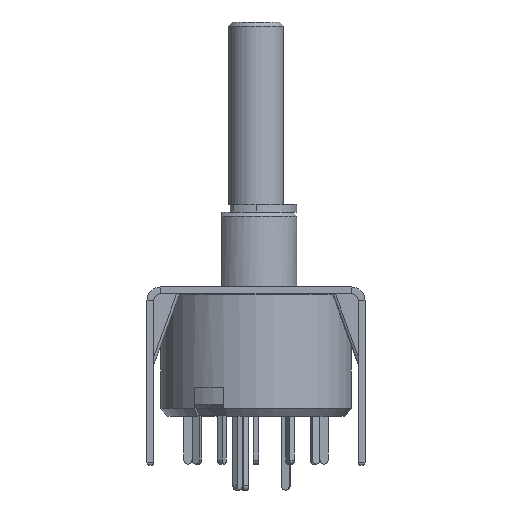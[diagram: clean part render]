
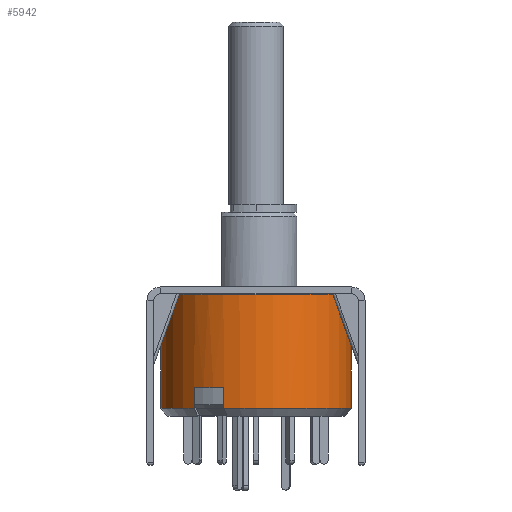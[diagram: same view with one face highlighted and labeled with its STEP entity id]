
A CAD part, front view. The second image highlights one B-rep face of the part: STEP entity #5942.
In plain terms, the highlighted cylindrical face has radius 7 mm (diameter 14 mm), a partial arc.
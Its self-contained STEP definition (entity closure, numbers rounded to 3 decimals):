
#111 = EDGE_CURVE ( 'NONE', #9665, #13989, #6895, .T. ) ;
#217 = CARTESIAN_POINT ( 'NONE',  ( -7., 0., -7.4 ) ) ;
#422 = CARTESIAN_POINT ( 'NONE',  ( -2.361, -6.59, -7.4 ) ) ;
#505 = EDGE_CURVE ( 'NONE', #8592, #2650, #10492, .T. ) ;
#508 = VECTOR ( 'NONE', #10852, 1000. ) ;
#817 = AXIS2_PLACEMENT_3D ( 'NONE', #2779, #12055, #9740 ) ;
#1310 = ORIENTED_EDGE ( 'NONE', *, *, #12894, .F. ) ;
#1607 = LINE ( 'NONE', #2745, #508 ) ;
#1661 = AXIS2_PLACEMENT_3D ( 'NONE', #2817, #5101, #13137 ) ;
#1890 = CARTESIAN_POINT ( 'NONE',  ( -7., 0., 9. ) ) ;
#1942 = ORIENTED_EDGE ( 'NONE', *, *, #111, .T. ) ;
#1946 = EDGE_CURVE ( 'NONE', #5365, #9665, #11708, .T. ) ;
#2169 = CARTESIAN_POINT ( 'NONE',  ( 7., 0., 0.95 ) ) ;
#2197 = DIRECTION ( 'NONE',  ( -1., 0., 0. ) ) ;
#2215 = CIRCLE ( 'NONE', #1661, 7. ) ;
#2553 = ORIENTED_EDGE ( 'NONE', *, *, #14918, .T. ) ;
#2650 = VERTEX_POINT ( 'NONE', #11363 ) ;
#2745 = CARTESIAN_POINT ( 'NONE',  ( -4.526, -5.34, 9. ) ) ;
#2779 = CARTESIAN_POINT ( 'NONE',  ( 0., 0., 9. ) ) ;
#2817 = CARTESIAN_POINT ( 'NONE',  ( 0., 0., -7.4 ) ) ;
#2991 = VERTEX_POINT ( 'NONE', #12873 ) ;
#3703 = VECTOR ( 'NONE', #9371, 1000. ) ;
#3745 = VERTEX_POINT ( 'NONE', #217 ) ;
#3752 = EDGE_LOOP ( 'NONE', ( #12205, #4188, #12706, #1310, #2553, #12714, #1942, #14745 ) ) ;
#4188 = ORIENTED_EDGE ( 'NONE', *, *, #505, .T. ) ;
#5101 = DIRECTION ( 'NONE',  ( 0., 0., -1. ) ) ;
#5112 = CARTESIAN_POINT ( 'NONE',  ( 7., 0., -7.4 ) ) ;
#5115 = DIRECTION ( 'NONE',  ( 0., 0., -1. ) ) ;
#5279 = CARTESIAN_POINT ( 'NONE',  ( -2.361, -6.59, -5.9 ) ) ;
#5365 = VERTEX_POINT ( 'NONE', #8211 ) ;
#5428 = EDGE_CURVE ( 'NONE', #8592, #10693, #5751, .T. ) ;
#5525 = CARTESIAN_POINT ( 'NONE',  ( 0., 0., -7.4 ) ) ;
#5751 = LINE ( 'NONE', #10826, #10759 ) ;
#5942 = ADVANCED_FACE ( 'NONE', ( #12844 ), #6568, .T. ) ;
#5953 = CARTESIAN_POINT ( 'NONE',  ( -2.361, -6.59, 9. ) ) ;
#5960 = AXIS2_PLACEMENT_3D ( 'NONE', #5525, #6672, #10711 ) ;
#6077 = EDGE_CURVE ( 'NONE', #10693, #13989, #8546, .T. ) ;
#6155 = CARTESIAN_POINT ( 'NONE',  ( 0., 0., 0.95 ) ) ;
#6256 = DIRECTION ( 'NONE',  ( 0., 0., -1. ) ) ;
#6568 = CYLINDRICAL_SURFACE ( 'NONE', #817, 7. ) ;
#6672 = DIRECTION ( 'NONE',  ( 0., 0., -1. ) ) ;
#6867 = DIRECTION ( 'NONE',  ( 0., 0., 1. ) ) ;
#6895 = LINE ( 'NONE', #5953, #3703 ) ;
#7203 = VECTOR ( 'NONE', #9983, 1000. ) ;
#8211 = CARTESIAN_POINT ( 'NONE',  ( -4.526, -5.34, -5.9 ) ) ;
#8546 = CIRCLE ( 'NONE', #5960, 7. ) ;
#8592 = VERTEX_POINT ( 'NONE', #2169 ) ;
#8639 = DIRECTION ( 'NONE',  ( -1., 0., 0. ) ) ;
#9371 = DIRECTION ( 'NONE',  ( 0., 0., -1. ) ) ;
#9665 = VERTEX_POINT ( 'NONE', #5279 ) ;
#9740 = DIRECTION ( 'NONE',  ( -1., 0., 0. ) ) ;
#9962 = AXIS2_PLACEMENT_3D ( 'NONE', #6155, #5115, #8639 ) ;
#9983 = DIRECTION ( 'NONE',  ( 0., 0., -1. ) ) ;
#10302 = CARTESIAN_POINT ( 'NONE',  ( 0., 0., -5.9 ) ) ;
#10492 = CIRCLE ( 'NONE', #9962, 7. ) ;
#10693 = VERTEX_POINT ( 'NONE', #5112 ) ;
#10711 = DIRECTION ( 'NONE',  ( 1., 0., 0. ) ) ;
#10759 = VECTOR ( 'NONE', #6256, 1000. ) ;
#10826 = CARTESIAN_POINT ( 'NONE',  ( 7., 0., 9. ) ) ;
#10852 = DIRECTION ( 'NONE',  ( 0., 0., 1. ) ) ;
#11305 = AXIS2_PLACEMENT_3D ( 'NONE', #10302, #6867, #2197 ) ;
#11363 = CARTESIAN_POINT ( 'NONE',  ( -7., 0., 0.95 ) ) ;
#11708 = CIRCLE ( 'NONE', #11305, 7. ) ;
#12055 = DIRECTION ( 'NONE',  ( 0., 0., -1. ) ) ;
#12205 = ORIENTED_EDGE ( 'NONE', *, *, #5428, .F. ) ;
#12706 = ORIENTED_EDGE ( 'NONE', *, *, #14336, .T. ) ;
#12714 = ORIENTED_EDGE ( 'NONE', *, *, #1946, .T. ) ;
#12844 = FACE_OUTER_BOUND ( 'NONE', #3752, .T. ) ;
#12873 = CARTESIAN_POINT ( 'NONE',  ( -4.526, -5.34, -7.4 ) ) ;
#12894 = EDGE_CURVE ( 'NONE', #2991, #3745, #2215, .T. ) ;
#13137 = DIRECTION ( 'NONE',  ( 1., 0., 0. ) ) ;
#13989 = VERTEX_POINT ( 'NONE', #422 ) ;
#14336 = EDGE_CURVE ( 'NONE', #2650, #3745, #14611, .T. ) ;
#14611 = LINE ( 'NONE', #1890, #7203 ) ;
#14745 = ORIENTED_EDGE ( 'NONE', *, *, #6077, .F. ) ;
#14918 = EDGE_CURVE ( 'NONE', #2991, #5365, #1607, .T. ) ;
